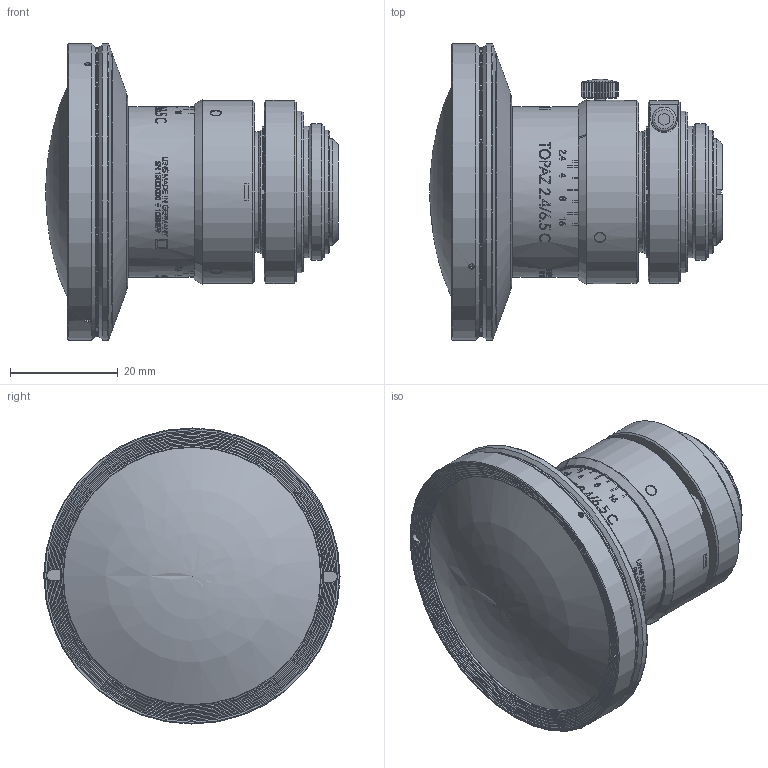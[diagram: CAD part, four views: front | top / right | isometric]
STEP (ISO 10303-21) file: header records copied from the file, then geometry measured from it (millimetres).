
FILE_DESCRIPTION(/* description */ (''),/* implementation_level */ '2;1');
FILE_NAME(/* name */ '1088899_00149939_003.stp',/* time_stamp */ '2021-09-15T14:10:50+02:00',/* author */ (''),/* organization */ (''),/* preprocessor_version */ 'ST-DEVELOPER v16',/* originating_system */ 'SIEMENS PLM Software NX 10.0',/* authorisation */ '');
FILE_SCHEMA (('AP203_CONFIGURATION_CONTROLLED_3D_DESIGN_OF_MECHANICAL_PARTS_AND_ASSEMBLIES_MIM_LF { 1 0 10303 403 2 1 2}'));
Length unit declared in the file: millimetre
Products named in the file (1): Froe65F0944Bgqre
Bounding box: 54.3 x 55 x 55 mm (x, y, z)
Volume: 54098.1 mm3; surface area: 15194.7 mm2
Topology: 1 solids, 6 shells, 603 faces, 1986 edges, 1521 vertices
Faces by surface type: cylinder 250, plane 250, cone 74, torus 26, revolution 2, sphere 1
Full cylindrical faces by diameter (mm): 1.1 x4, 1.7 x3, 1.9 x3, 2 x1, 2.05 x3, 2.5 x2, 2.7 x3, 2.8 x1, 4.5 x1, 13 x1, 15.5 x1, 19.8 x1, 20 x1, 22.3 x1, 23 x3, 23.1 x1, 24 x1, 24.412 x1, 25.4 x1, 30 x1, 30.502 x1, 31.3 x1, 31.6 x1, 32 x1, 34 x1, 47.8 x1, 49 x1, 51.5 x1, 51.6 x1, 53.6 x1
Entity records: 25060 total; most frequent: CARTESIAN_POINT 9129, ORIENTED_EDGE 3687, DIRECTION 2534, EDGE_CURVE 1862, VERTEX_POINT 1487, AXIS2_PLACEMENT_3D 1030, B_SPLINE_CURVE_WITH_KNOTS 925, EDGE_LOOP 856
